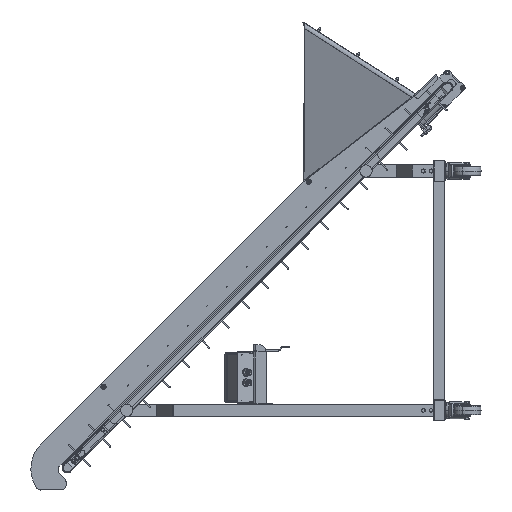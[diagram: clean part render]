
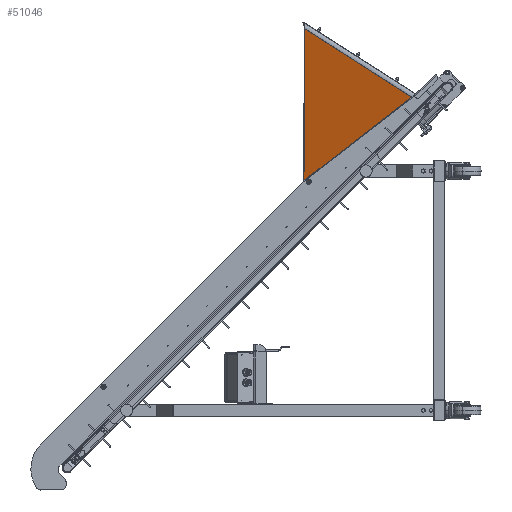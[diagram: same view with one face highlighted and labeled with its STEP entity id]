
A CAD part, left-side view. The second image highlights one B-rep face of the part: STEP entity #51046.
In plain terms, the highlighted planar face has unit normal (-0.866, -0.306, -0.395).
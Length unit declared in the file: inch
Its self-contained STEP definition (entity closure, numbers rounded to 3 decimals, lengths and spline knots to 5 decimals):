
#11766 = CARTESIAN_POINT ( 'NONE',  ( -0.05504, 30.1567, 18.22362 ) ) ;
#12892 = DIRECTION ( 'NONE',  ( 0.477, -0.741, -0.472 ) ) ;
#14416 = VERTEX_POINT ( 'NONE', #67270 ) ;
#15377 = CARTESIAN_POINT ( 'NONE',  ( -2.21096, 32.44228, 21.1766 ) ) ;
#37195 = CARTESIAN_POINT ( 'NONE',  ( -2.14137, 3.77859, 43.20963 ) ) ;
#38691 = VERTEX_POINT ( 'NONE', #76461 ) ;
#38986 = ORIENTED_EDGE ( 'NONE', *, *, #97831, .F. ) ;
#45153 = ORIENTED_EDGE ( 'NONE', *, *, #59748, .T. ) ;
#47583 = LINE ( 'NONE', #15377, #55833 ) ;
#48112 = EDGE_LOOP ( 'NONE', ( #38986, #45153, #103896 ) ) ;
#48420 = PLANE ( 'NONE',  #67590 ) ;
#51046 = ADVANCED_FACE ( 'NONE', ( #57394 ), #48420, .F. ) ;
#55363 = CARTESIAN_POINT ( 'NONE',  ( -2.21096, 3.88657, 43.27848 ) ) ;
#55833 = VECTOR ( 'NONE', #80342, 39.37008 ) ;
#57394 = FACE_OUTER_BOUND ( 'NONE', #48112, .T. ) ;
#59141 = LINE ( 'NONE', #83408, #73153 ) ;
#59748 = EDGE_CURVE ( 'NONE', #38691, #84305, #47583, .T. ) ;
#62880 = VECTOR ( 'NONE', #12892, 39.37008 ) ;
#67270 = CARTESIAN_POINT ( 'NONE',  ( -12.13438, 19.28333, 53.09627 ) ) ;
#67590 = AXIS2_PLACEMENT_3D ( 'NONE', #11766, #82195, #75784 ) ;
#69780 = EDGE_CURVE ( 'NONE', #14416, #84305, #69977, .T. ) ;
#69977 = LINE ( 'NONE', #37195, #62880 ) ;
#73153 = VECTOR ( 'NONE', #75594, 39.37008 ) ;
#75594 = DIRECTION ( 'NONE',  ( -0.415, -0.002, 0.91 ) ) ;
#75784 = DIRECTION ( 'NONE',  ( -0.063, -0.717, 0.694 ) ) ;
#76461 = CARTESIAN_POINT ( 'NONE',  ( -2.21096, 19.32537, 31.32897 ) ) ;
#80342 = DIRECTION ( 'NONE',  ( 0., -0.791, 0.612 ) ) ;
#82195 = DIRECTION ( 'NONE',  ( 0.866, 0.306, 0.395 ) ) ;
#83408 = CARTESIAN_POINT ( 'NONE',  ( -12.13438, 19.28333, 53.09627 ) ) ;
#84305 = VERTEX_POINT ( 'NONE', #55363 ) ;
#97831 = EDGE_CURVE ( 'NONE', #38691, #14416, #59141, .T. ) ;
#103896 = ORIENTED_EDGE ( 'NONE', *, *, #69780, .F. ) ;
